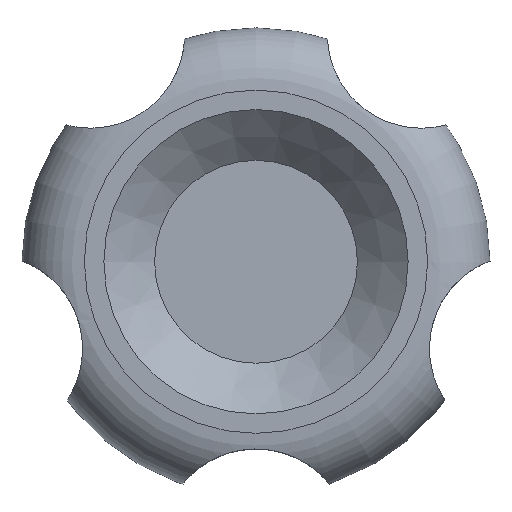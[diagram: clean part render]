
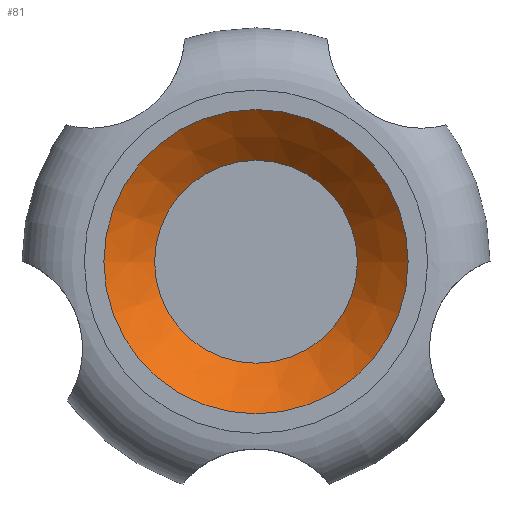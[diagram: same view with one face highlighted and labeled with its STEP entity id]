
A CAD part, top view. The second image highlights one B-rep face of the part: STEP entity #81.
In plain terms, the highlighted conical face has half-angle 47.291 degrees and reference radius 13 mm.
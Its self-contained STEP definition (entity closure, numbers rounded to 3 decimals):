
#81 = ADVANCED_FACE( '', ( #174, #175 ), #176, .F. );
#174 = FACE_OUTER_BOUND( '', #272, .T. );
#175 = FACE_BOUND( '', #273, .T. );
#176 = CONICAL_SURFACE( '', #274, 13., 0.825 );
#272 = EDGE_LOOP( '', ( #398 ) );
#273 = EDGE_LOOP( '', ( #399 ) );
#274 = AXIS2_PLACEMENT_3D( '', #400, #401, #402 );
#398 = ORIENTED_EDGE( '', *, *, #458, .T. );
#399 = ORIENTED_EDGE( '', *, *, #468, .F. );
#400 = CARTESIAN_POINT( '', ( 0., 0., 16. ) );
#401 = DIRECTION( '', ( 0., 0., 1. ) );
#402 = DIRECTION( '', ( 1., 0., 0. ) );
#458 = EDGE_CURVE( '', #517, #517, #518, .T. );
#468 = EDGE_CURVE( '', #529, #529, #530, .T. );
#517 = VERTEX_POINT( '', #794 );
#518 = CIRCLE( '', #795, 19.5 );
#529 = VERTEX_POINT( '', #806 );
#530 = CIRCLE( '', #807, 13. );
#794 = CARTESIAN_POINT( '', ( 19.5, 0., 22. ) );
#795 = AXIS2_PLACEMENT_3D( '', #1162, #1163, #1164 );
#806 = CARTESIAN_POINT( '', ( 13., 0., 16. ) );
#807 = AXIS2_PLACEMENT_3D( '', #1171, #1172, #1173 );
#1162 = CARTESIAN_POINT( '', ( 0., 0., 22. ) );
#1163 = DIRECTION( '', ( 0., 0., 1. ) );
#1164 = DIRECTION( '', ( 1., 0., 0. ) );
#1171 = CARTESIAN_POINT( '', ( 0., 0., 16. ) );
#1172 = DIRECTION( '', ( 0., 0., 1. ) );
#1173 = DIRECTION( '', ( 1., 0., 0. ) );
